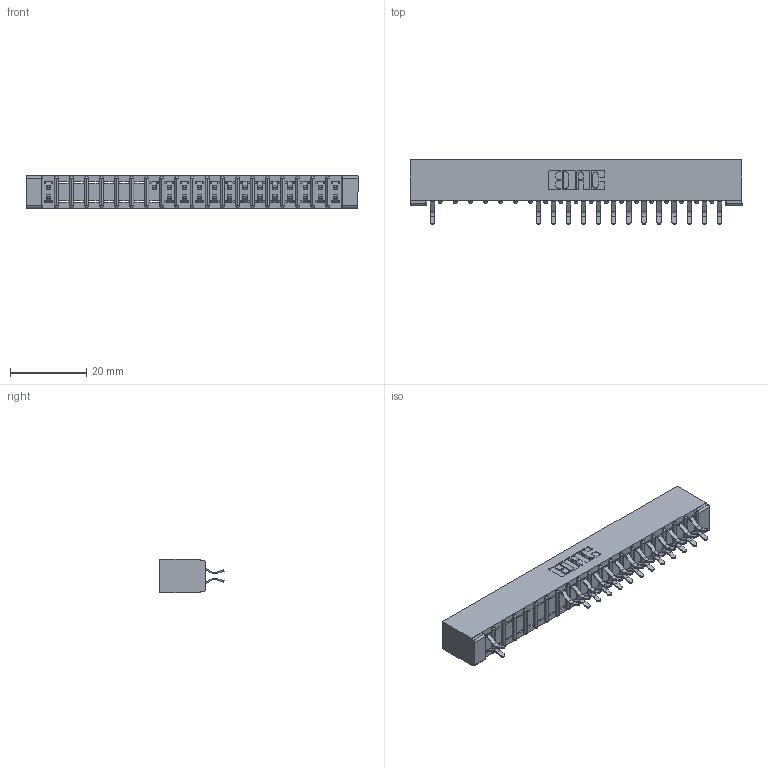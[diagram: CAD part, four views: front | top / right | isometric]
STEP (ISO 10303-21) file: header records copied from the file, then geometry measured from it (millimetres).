
FILE_DESCRIPTION (( 'STEP AP203' ), '1' );
FILE_NAME ('307-040-556-201.STEP', '2018-08-05T15:04:40', ( '' ), ( '' ), 'SwSTEP 2.0', 'SolidWorks 2016', '' );
FILE_SCHEMA (( 'CONFIG_CONTROL_DESIGN' ));
Length unit declared in the file: inch
Products named in the file (3): 307 Part_No Mounting Lugs; 307-290-001_556; 307-040-556-201
Assembly tree (28 placements, depth 2):
  307-040-556-201
    307 Part_No Mounting Lugs
    307-290-001_556  x27
Bounding box: 87.12 x 16.97 x 8.71 mm (x, y, z)
Volume: 5758.8 mm3; surface area: 9516.9 mm2
Topology: 28 solids, 28 shells, 1611 faces, 4549 edges, 2938 vertices
Faces by surface type: plane 1035, cylinder 534, sphere 42
Entity records: 19908 total; most frequent: CARTESIAN_POINT 3315, ORIENTED_EDGE 3294, DIRECTION 3243, EDGE_CURVE 1647, VECTOR 1255, LINE 1255, VERTEX_POINT 1066, AXIS2_PLACEMENT_3D 994
